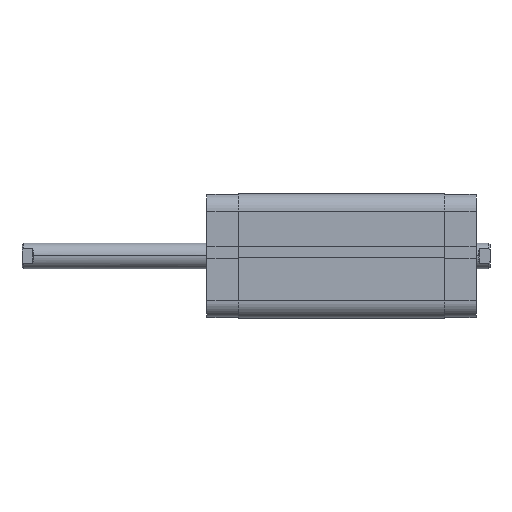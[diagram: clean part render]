
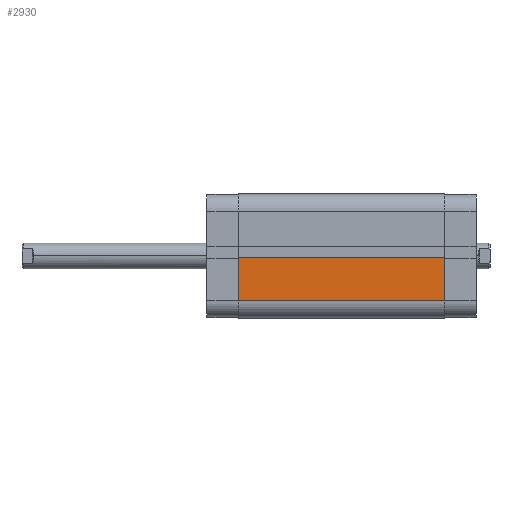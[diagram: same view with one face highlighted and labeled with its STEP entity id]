
A CAD part, top view. The second image highlights one B-rep face of the part: STEP entity #2930.
In plain terms, the highlighted face is planar.
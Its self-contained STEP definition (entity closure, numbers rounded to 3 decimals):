
#605 = VECTOR ( 'NONE', #1427, 1000. ) ;
#611 = LINE ( 'NONE', #1426, #605 ) ;
#614 = LINE ( 'NONE', #1418, #615 ) ;
#615 = VECTOR ( 'NONE', #1419, 1000. ) ;
#617 = LINE ( 'NONE', #1432, #629 ) ;
#621 = LINE ( 'NONE', #1417, #627 ) ;
#627 = VECTOR ( 'NONE', #1434, 1000. ) ;
#629 = VECTOR ( 'NONE', #1436, 1000. ) ;
#1417 = CARTESIAN_POINT ( 'NONE',  ( 29., 21., 96.5 ) ) ;
#1418 = CARTESIAN_POINT ( 'NONE',  ( 29., -63.941, 96.5 ) ) ;
#1419 = DIRECTION ( 'NONE',  ( 0., -1., 0. ) ) ;
#1426 = CARTESIAN_POINT ( 'NONE',  ( 29., 0.85, 96.5 ) ) ;
#1427 = DIRECTION ( 'NONE',  ( 0., 0., -1. ) ) ;
#1432 = CARTESIAN_POINT ( 'NONE',  ( 29., -63.941, 0. ) ) ;
#1434 = DIRECTION ( 'NONE',  ( 0., 0., -1. ) ) ;
#1436 = DIRECTION ( 'NONE',  ( 0., -1., 0. ) ) ;
#2248 = CARTESIAN_POINT ( 'NONE',  ( 29., 21., 96.5 ) ) ;
#2610 = CARTESIAN_POINT ( 'NONE',  ( 29., 21., 0. ) ) ;
#2695 = CARTESIAN_POINT ( 'NONE',  ( 29., 0.85, 96.5 ) ) ;
#2698 = CARTESIAN_POINT ( 'NONE',  ( 29., 0.85, 0. ) ) ;
#2930 = ADVANCED_FACE ( 'NONE', ( #3781 ), #6180, .T. ) ;
#3398 = EDGE_LOOP ( 'NONE', ( #4187, #4179, #4198, #4227 ) ) ;
#3781 = FACE_OUTER_BOUND ( 'NONE', #3398, .T. ) ;
#4179 = ORIENTED_EDGE ( 'NONE', *, *, #5047, .F. ) ;
#4187 = ORIENTED_EDGE ( 'NONE', *, *, #5048, .F. ) ;
#4198 = ORIENTED_EDGE ( 'NONE', *, *, #5040, .T. ) ;
#4227 = ORIENTED_EDGE ( 'NONE', *, *, #5044, .T. ) ;
#4569 = AXIS2_PLACEMENT_3D ( 'NONE', #6179, #6182, #6183 ) ;
#5040 = EDGE_CURVE ( 'NONE', #5346, #5702, #614, .T. ) ;
#5044 = EDGE_CURVE ( 'NONE', #5702, #5705, #611, .T. ) ;
#5047 = EDGE_CURVE ( 'NONE', #5346, #5617, #621, .T. ) ;
#5048 = EDGE_CURVE ( 'NONE', #5617, #5705, #617, .T. ) ;
#5346 = VERTEX_POINT ( 'NONE', #2248 ) ;
#5617 = VERTEX_POINT ( 'NONE', #2610 ) ;
#5702 = VERTEX_POINT ( 'NONE', #2695 ) ;
#5705 = VERTEX_POINT ( 'NONE', #2698 ) ;
#6179 = CARTESIAN_POINT ( 'NONE',  ( 29., -63.941, 96.5 ) ) ;
#6180 = PLANE ( 'NONE',  #4569 ) ;
#6182 = DIRECTION ( 'NONE',  ( 1., 0., 0. ) ) ;
#6183 = DIRECTION ( 'NONE',  ( 0., 1., 0. ) ) ;
